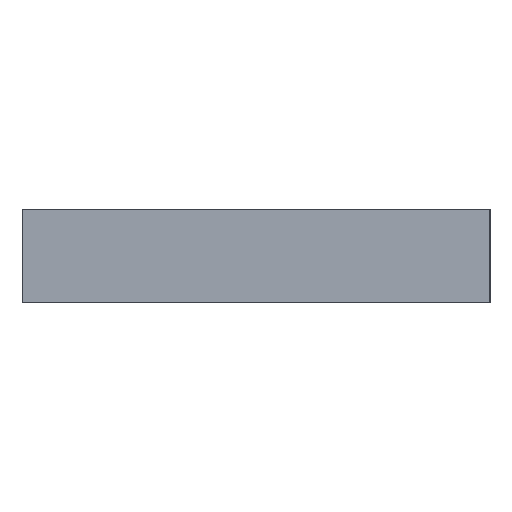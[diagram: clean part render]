
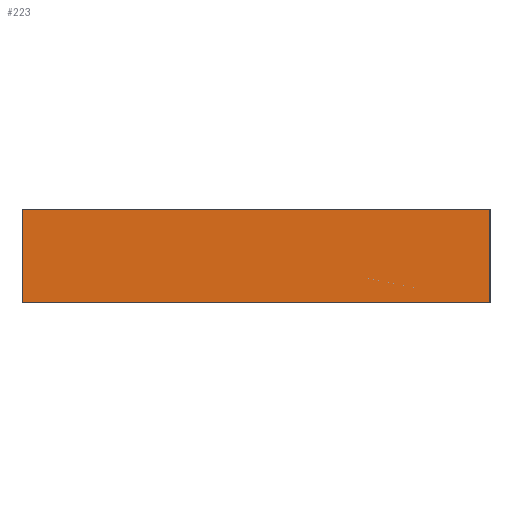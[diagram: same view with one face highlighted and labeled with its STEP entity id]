
A CAD part, left-side view. The second image highlights one B-rep face of the part: STEP entity #223.
In plain terms, the highlighted planar face has unit normal (-1, 0, 0).
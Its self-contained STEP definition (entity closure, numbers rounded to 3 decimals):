
#1 = VECTOR ( 'NONE', #210, 1000. ) ;
#6 = CARTESIAN_POINT ( 'NONE',  ( -88.112, -37.946, 38. ) ) ;
#28 = PLANE ( 'NONE',  #90 ) ;
#40 = LINE ( 'NONE', #275, #140 ) ;
#59 = VERTEX_POINT ( 'NONE', #214 ) ;
#85 = LINE ( 'NONE', #234, #1 ) ;
#90 = AXIS2_PLACEMENT_3D ( 'NONE', #263, #243, #238 ) ;
#98 = FACE_OUTER_BOUND ( 'NONE', #289, .T. ) ;
#111 = ORIENTED_EDGE ( 'NONE', *, *, #125, .F. ) ;
#125 = EDGE_CURVE ( 'NONE', #231, #321, #40, .T. ) ;
#134 = ORIENTED_EDGE ( 'NONE', *, *, #237, .T. ) ;
#136 = ORIENTED_EDGE ( 'NONE', *, *, #242, .F. ) ;
#140 = VECTOR ( 'NONE', #267, 1000. ) ;
#148 = ORIENTED_EDGE ( 'NONE', *, *, #171, .T. ) ;
#156 = CARTESIAN_POINT ( 'NONE',  ( -88.112, -37.946, 0. ) ) ;
#171 = EDGE_CURVE ( 'NONE', #231, #59, #339, .T. ) ;
#194 = VERTEX_POINT ( 'NONE', #156 ) ;
#209 = CARTESIAN_POINT ( 'NONE',  ( -88.112, -37.946, 38. ) ) ;
#210 = DIRECTION ( 'NONE',  ( 0., -1., 0. ) ) ;
#214 = CARTESIAN_POINT ( 'NONE',  ( -88.112, 152.054, 0. ) ) ;
#220 = LINE ( 'NONE', #209, #297 ) ;
#223 = ADVANCED_FACE ( 'NONE', ( #98 ), #28, .F. ) ;
#229 = CARTESIAN_POINT ( 'NONE',  ( -88.112, 152.054, 38. ) ) ;
#231 = VERTEX_POINT ( 'NONE', #229 ) ;
#232 = DIRECTION ( 'NONE',  ( 0., 0., -1. ) ) ;
#234 = CARTESIAN_POINT ( 'NONE',  ( -88.112, 152.054, 0. ) ) ;
#237 = EDGE_CURVE ( 'NONE', #59, #194, #85, .T. ) ;
#238 = DIRECTION ( 'NONE',  ( 0., 1., 0. ) ) ;
#242 = EDGE_CURVE ( 'NONE', #321, #194, #220, .T. ) ;
#243 = DIRECTION ( 'NONE',  ( 1., 0., 0. ) ) ;
#263 = CARTESIAN_POINT ( 'NONE',  ( -88.112, 152.054, 38. ) ) ;
#267 = DIRECTION ( 'NONE',  ( 0., -1., 0. ) ) ;
#274 = DIRECTION ( 'NONE',  ( 0., 0., -1. ) ) ;
#275 = CARTESIAN_POINT ( 'NONE',  ( -88.112, 152.054, 38. ) ) ;
#289 = EDGE_LOOP ( 'NONE', ( #134, #136, #111, #148 ) ) ;
#297 = VECTOR ( 'NONE', #232, 1000. ) ;
#311 = VECTOR ( 'NONE', #274, 1000. ) ;
#321 = VERTEX_POINT ( 'NONE', #6 ) ;
#329 = CARTESIAN_POINT ( 'NONE',  ( -88.112, 152.054, 38. ) ) ;
#339 = LINE ( 'NONE', #329, #311 ) ;
